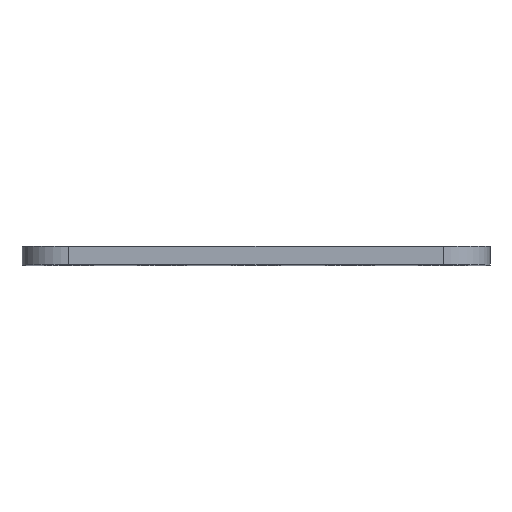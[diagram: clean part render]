
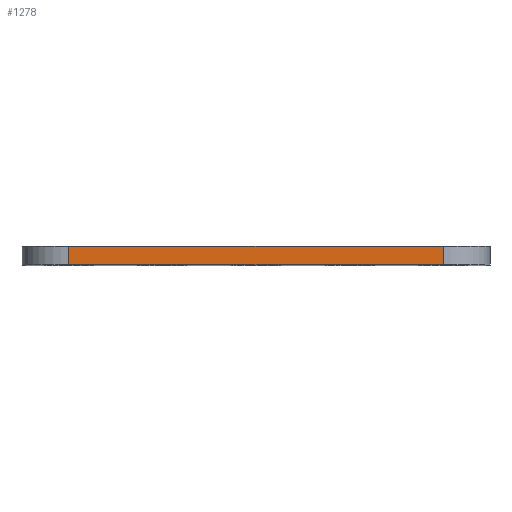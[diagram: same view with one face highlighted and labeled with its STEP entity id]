
A CAD part, top view. The second image highlights one B-rep face of the part: STEP entity #1278.
In plain terms, the highlighted planar face has unit normal (0, 0, 1).
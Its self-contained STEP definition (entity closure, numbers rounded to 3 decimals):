
#142 = CARTESIAN_POINT ( 'NONE',  ( -36.8, 0., -0.8 ) ) ;
#154 = AXIS2_PLACEMENT_3D ( 'NONE', #1327, #439, #612 ) ;
#201 = LINE ( 'NONE', #1737, #738 ) ;
#208 = VERTEX_POINT ( 'NONE', #142 ) ;
#214 = CARTESIAN_POINT ( 'NONE',  ( 0., 0., -0.8 ) ) ;
#240 = DIRECTION ( 'NONE',  ( 0., 1., 0. ) ) ;
#401 = DIRECTION ( 'NONE',  ( 1., 0., 0. ) ) ;
#439 = DIRECTION ( 'NONE',  ( 0., 0., -1. ) ) ;
#506 = EDGE_CURVE ( 'NONE', #208, #2063, #1931, .T. ) ;
#557 = VECTOR ( 'NONE', #401, 1000. ) ;
#612 = DIRECTION ( 'NONE',  ( -1., 0., 0. ) ) ;
#659 = EDGE_CURVE ( 'NONE', #811, #208, #1884, .T. ) ;
#711 = DIRECTION ( 'NONE',  ( -1., 0., 0. ) ) ;
#738 = VECTOR ( 'NONE', #874, 1000. ) ;
#811 = VERTEX_POINT ( 'NONE', #1660 ) ;
#874 = DIRECTION ( 'NONE',  ( 0., -1., 0. ) ) ;
#911 = LINE ( 'NONE', #1055, #1853 ) ;
#919 = ORIENTED_EDGE ( 'NONE', *, *, #659, .F. ) ;
#948 = PLANE ( 'NONE',  #154 ) ;
#1037 = ORIENTED_EDGE ( 'NONE', *, *, #506, .F. ) ;
#1055 = CARTESIAN_POINT ( 'NONE',  ( -41.6, -1.6, -0.8 ) ) ;
#1273 = CARTESIAN_POINT ( 'NONE',  ( -36.8, -10., -0.8 ) ) ;
#1275 = ORIENTED_EDGE ( 'NONE', *, *, #1999, .F. ) ;
#1278 = ADVANCED_FACE ( 'NONE', ( #2128 ), #948, .F. ) ;
#1327 = CARTESIAN_POINT ( 'NONE',  ( -41.6, -10., -0.8 ) ) ;
#1401 = EDGE_LOOP ( 'NONE', ( #1275, #1037, #919, #1669 ) ) ;
#1410 = CARTESIAN_POINT ( 'NONE',  ( -4.8, -1.6, -0.8 ) ) ;
#1601 = CARTESIAN_POINT ( 'NONE',  ( -4.8, 0., -0.8 ) ) ;
#1612 = EDGE_CURVE ( 'NONE', #2129, #811, #911, .T. ) ;
#1660 = CARTESIAN_POINT ( 'NONE',  ( -36.8, -1.6, -0.8 ) ) ;
#1669 = ORIENTED_EDGE ( 'NONE', *, *, #1612, .F. ) ;
#1737 = CARTESIAN_POINT ( 'NONE',  ( -4.8, -10., -0.8 ) ) ;
#1853 = VECTOR ( 'NONE', #711, 1000. ) ;
#1884 = LINE ( 'NONE', #1273, #1912 ) ;
#1912 = VECTOR ( 'NONE', #240, 1000. ) ;
#1931 = LINE ( 'NONE', #214, #557 ) ;
#1999 = EDGE_CURVE ( 'NONE', #2063, #2129, #201, .T. ) ;
#2063 = VERTEX_POINT ( 'NONE', #1601 ) ;
#2128 = FACE_OUTER_BOUND ( 'NONE', #1401, .T. ) ;
#2129 = VERTEX_POINT ( 'NONE', #1410 ) ;
